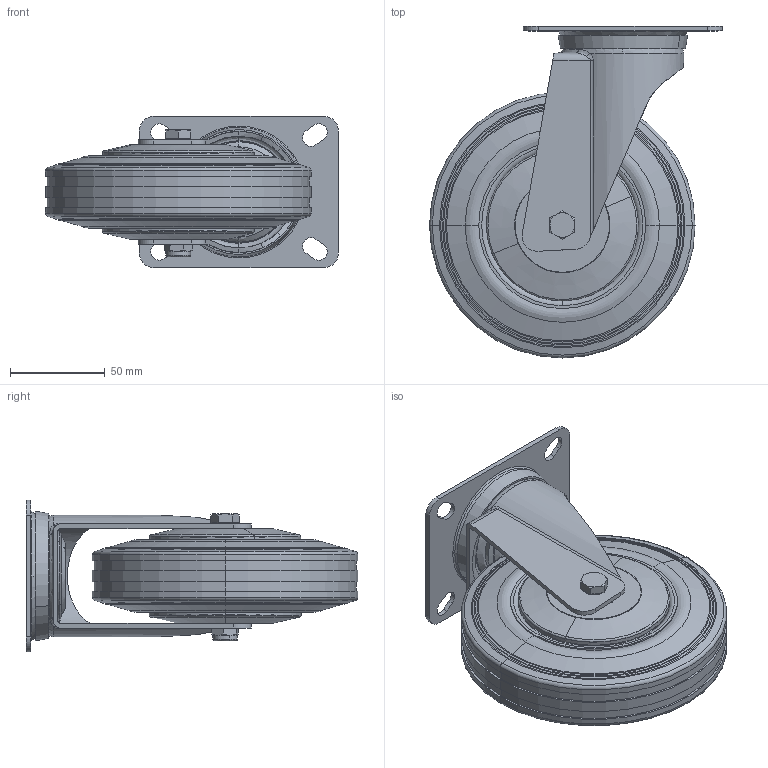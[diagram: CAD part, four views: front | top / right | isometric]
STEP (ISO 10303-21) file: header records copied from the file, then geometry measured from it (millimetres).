
FILE_DESCRIPTION (( 'STEP AP203' ), '1' );
FILE_NAME ('L400.B55.140.step', '2016-11-12T14:12:50', ( 'CAD' ), ( '' ), 'SwSTEP 2.0', 'SolidWorks 2012', '' );
FILE_SCHEMA (( 'CONFIG_CONTROL_DESIGN' ));
Length unit declared in the file: millimetre
Products named in the file (1): L400.B55.140
Bounding box: 154.5 x 174.95 x 80 mm (x, y, z)
Volume: 470391.6 mm3; surface area: 190923.9 mm2
Topology: 49 solids, 49 shells, 694 faces, 1729 edges, 1040 vertices
Faces by surface type: cylinder 233, plane 166, bspline 121, torus 88, cone 86
Entity records: 23862 total; most frequent: CARTESIAN_POINT 7466, DIRECTION 3735, ORIENTED_EDGE 3266, EDGE_CURVE 1633, AXIS2_PLACEMENT_3D 1632, CIRCLE 1058, VERTEX_POINT 1040, EDGE_LOOP 785
